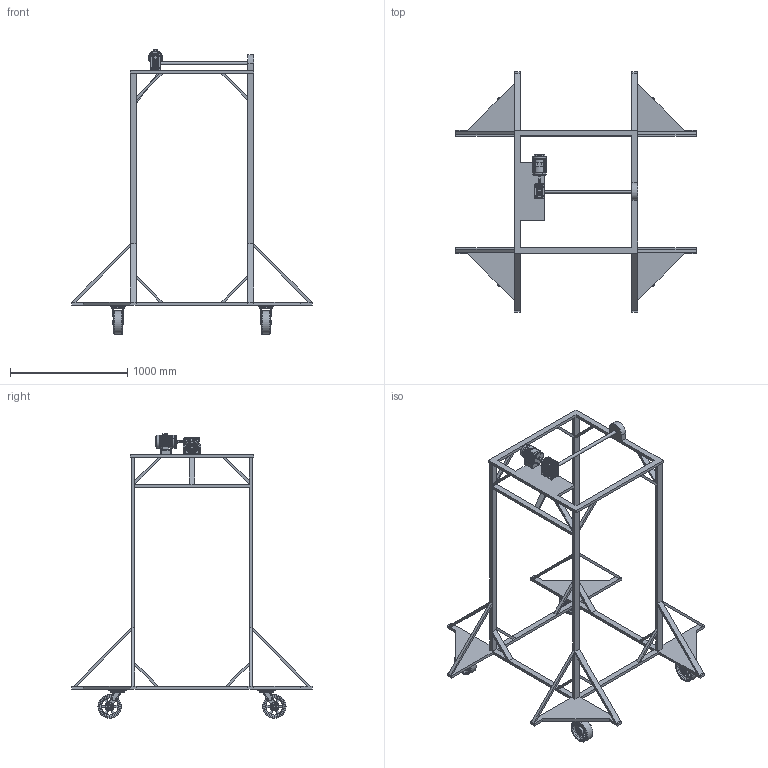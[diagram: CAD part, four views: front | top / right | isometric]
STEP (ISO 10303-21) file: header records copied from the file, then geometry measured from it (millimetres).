
FILE_DESCRIPTION(/* description */ (''),/* implementation_level */ '2;1');
FILE_NAME(/* name */ 'Standing Unit.stp',/* time_stamp */ '2021-01-11T08:00:47+03:00',/* author */ ('Ashiqrahman'),/* organization */ (''),/* preprocessor_version */ 'ST-DEVELOPER v18.1',/* originating_system */ 'Autodesk Inventor 2021',/* authorisation */ '');
FILE_SCHEMA (('AUTOMOTIVE_DESIGN { 1 0 10303 214 3 1 1 }'));
Products named in the file (11): frame 3 (1m _ 1m _ 2m) with wheel v2; caster wheels v1; caster wheels v1(Mirror); caster wheels v1(Mirror) (1); caster wheels v1(Mirror)(Mirror); Part12; nmrv 50 casing; inputshaft nmrv50; outputshaft nmrv50; Motor 1,5 hp; pulley rod
Assembly tree (10 placements, depth 2):
  frame 3 (1m _ 1m _ 2m) with wheel v2
    caster wheels v1
    caster wheels v1(Mirror)
    caster wheels v1(Mirror) (1)
    caster wheels v1(Mirror)(Mirror)
    Part12
    nmrv 50 casing
    inputshaft nmrv50
    outputshaft nmrv50
    Motor 1,5 hp
    pulley rod
Bounding box: 2050 x 2050 x 2424.65 mm (x, y, z)
Volume: 59712759.2 mm3; surface area: 7206338 mm2
Topology: 31 solids, 31 shells, 2564 faces, 6451 edges, 4095 vertices
Faces by surface type: plane 1306, cylinder 758, torus 444, sphere 26, bspline 16, cone 14
Full cylindrical faces by diameter (mm): 2 x4, 4 x1, 6 x20, 8 x22, 8.2 x14, 9 x1, 10 x6, 12 x1, 13 x1, 14 x17, 15 x1, 25 x4, 26.789 x8, 30 x1, 40 x3, 42.657 x8, 45 x2, 55 x2, 63.468 x8, 64.184 x8, 67.259 x4, 68 x1, 70 x2, 70.658 x8, 100 x2, 110 x2, 112 x2, 115.19 x4, 165.503 x8, 174.703 x8
Entity records: 79156 total; most frequent: CARTESIAN_POINT 14544, DIRECTION 14062, ORIENTED_EDGE 12882, EDGE_CURVE 6441, AXIS2_PLACEMENT_3D 5194, VERTEX_POINT 4095, LINE 3674, VECTOR 3674
